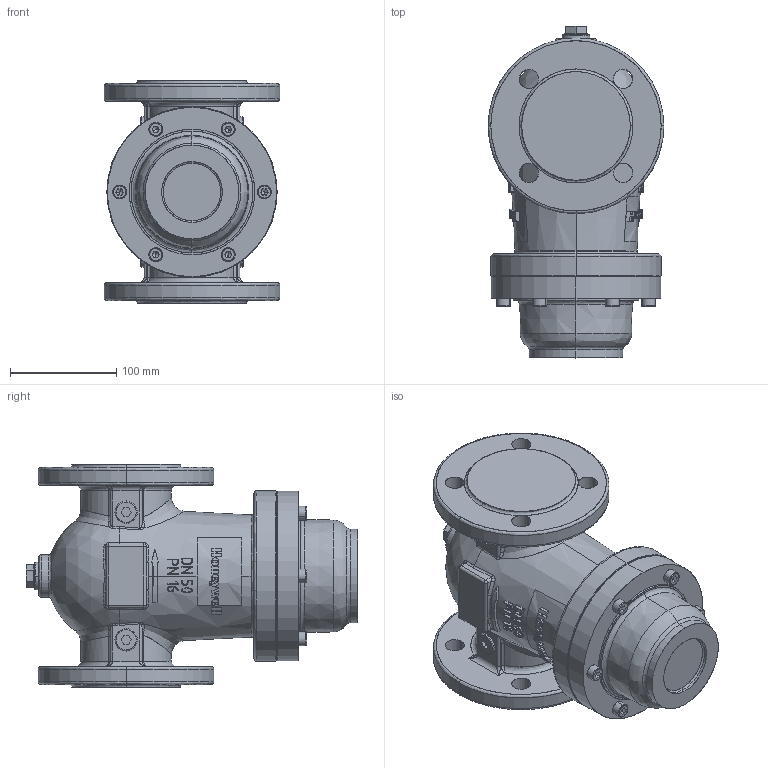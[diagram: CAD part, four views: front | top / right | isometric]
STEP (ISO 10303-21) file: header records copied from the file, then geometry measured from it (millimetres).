
FILE_DESCRIPTION (( 'STEP AP214' ), '1' );
FILE_NAME ('Teil_1_MB_3D_HON906_DN_50_PN16.STEP', '2017-03-20T09:49:16', ( '' ), ( '' ), 'SwSTEP 2.0', 'SolidWorks 2015', '' );
FILE_SCHEMA (( 'AUTOMOTIVE_DESIGN' ));
Length unit declared in the file: millimetre
Products named in the file (1): Teil_1_MB_3D_HON906_DN_50_PN16
Bounding box: 165 x 311.72 x 210 mm (x, y, z)
Surface area: 333372.3 mm2 (no closed solid volume)
Topology: 0 solids, 1191 shells, 1547 faces, 6404 edges, 6007 vertices
Faces by surface type: bspline 742, plane 465, cylinder 193, cone 147
Entity records: 124356 total; most frequent: CARTESIAN_POINT 79980, ORIENTED_EDGE 7264, DIRECTION 6428, EDGE_CURVE 6354, VERTEX_POINT 6008, B_SPLINE_CURVE_WITH_KNOTS 2706, LINE 2474, VECTOR 2474
